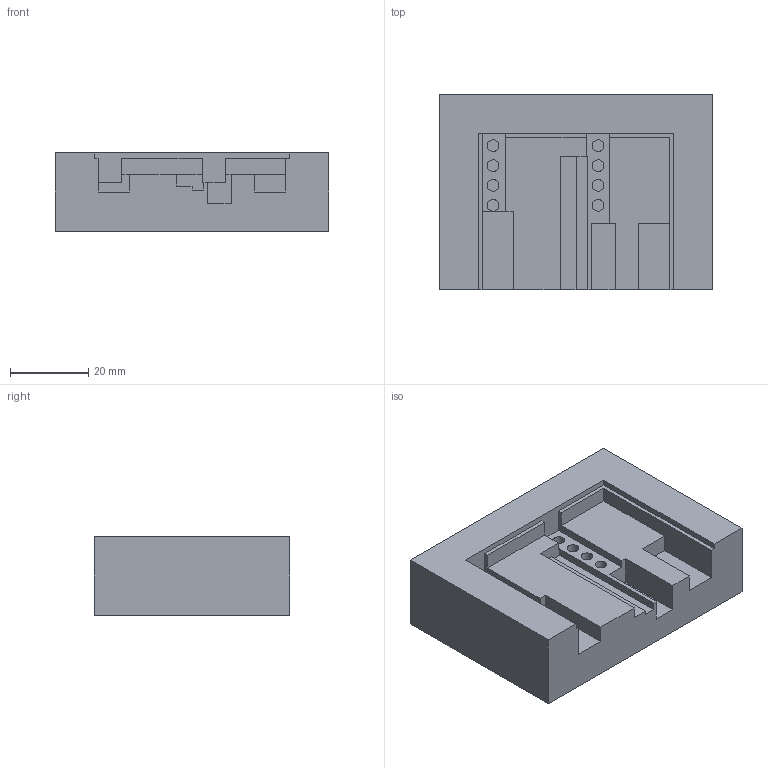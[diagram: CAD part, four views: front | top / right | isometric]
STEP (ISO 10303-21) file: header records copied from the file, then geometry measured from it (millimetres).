
FILE_DESCRIPTION( ( 'Unknown' ), '1' );
FILE_NAME( 'Lötvorrichtung.stp', 'Unknown', ( 'Unknown' ), ( 'Unknown' ), 'XStep 1.0', 'Unknown', ' ' );
FILE_SCHEMA( ( 'CONFIG_CONTROL_DESIGN' ) );
Length unit declared in the file: millimetre
Products named in the file (1): 1
Bounding box: 70 x 50 x 20 mm (x, y, z)
Volume: 55731.9 mm3; surface area: 13521 mm2
Topology: 1 solids, 1 shells, 55 faces, 135 edges, 90 vertices
Faces by surface type: plane 47, cylinder 8
Full cylindrical faces by diameter (mm): 3 x8
Entity records: 1609 total; most frequent: CARTESIAN_POINT 273, DIRECTION 255, ORIENTED_EDGE 254, EDGE_CURVE 127, LINE 111, VECTOR 111, VERTEX_POINT 90, AXIS2_PLACEMENT_3D 72
